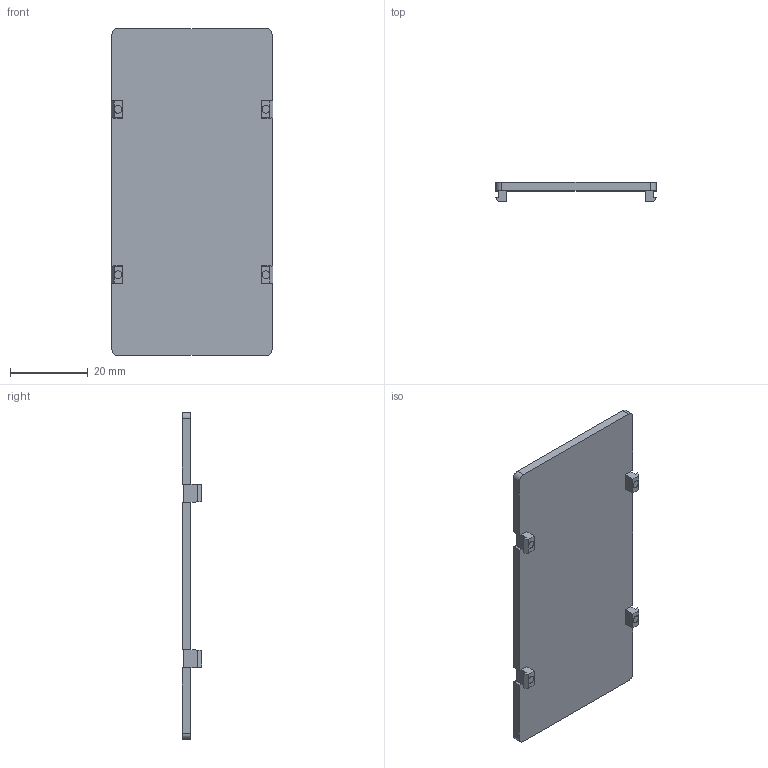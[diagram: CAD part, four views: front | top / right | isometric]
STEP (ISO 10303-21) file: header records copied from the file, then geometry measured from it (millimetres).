
FILE_DESCRIPTION(/* description */ (''),/* implementation_level */ '2;1');
FILE_NAME(/* name */ 'ZDF1005.stp',/* time_stamp */ '2020-05-07T12:02:57+02:00',/* author */ ('marek.teluk'),/* organization */ (''),/* preprocessor_version */ 'ST-DEVELOPER v16.5',/* originating_system */ 'Autodesk Inventor 2017',/* authorisation */ '');
FILE_SCHEMA (('AUTOMOTIVE_DESIGN { 1 0 10303 214 3 1 1 }'));
Length unit declared in the file: millimetre
Products named in the file (1): Filtr 10M
Bounding box: 41.49 x 4.92 x 83.95 mm (x, y, z)
Volume: 6852.2 mm3; surface area: 7654.8 mm2
Topology: 1 solids, 1 shells, 82 faces, 204 edges, 128 vertices
Faces by surface type: plane 70, cylinder 12
Full cylindrical faces by diameter (mm): 1.99 x4
Entity records: 2390 total; most frequent: CARTESIAN_POINT 411, ORIENTED_EDGE 400, DIRECTION 390, EDGE_CURVE 200, LINE 176, VECTOR 176, VERTEX_POINT 128, AXIS2_PLACEMENT_3D 107
